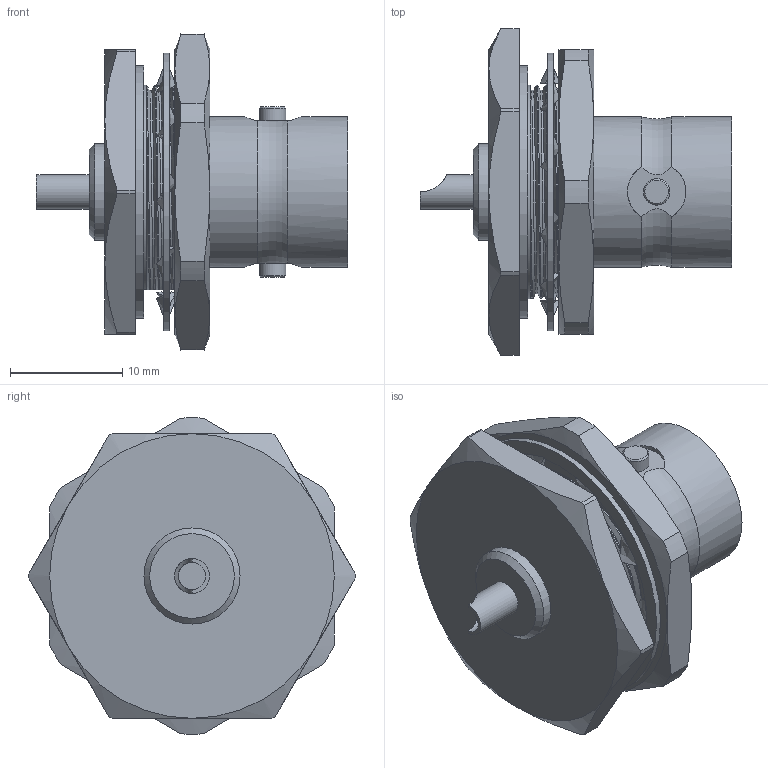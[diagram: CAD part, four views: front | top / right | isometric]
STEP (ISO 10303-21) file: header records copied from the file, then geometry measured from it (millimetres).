
FILE_DESCRIPTION (( 'STEP AP203' ), '1' );
FILE_NAME ('PE4240_3D.step', '2020-09-23T21:32:08', ( '' ), ( '' ), 'SwSTEP 2.0', 'SolidWorks 2018', '' );
FILE_SCHEMA (( 'CONFIG_CONTROL_DESIGN' ));
Length unit declared in the file: inch
Products named in the file (1): PE4240_3D
Bounding box: 27.79 x 29.13 x 28.22 mm (x, y, z)
Volume: 5304.8 mm3; surface area: 5088.7 mm2
Topology: 4 solids, 4 shells, 214 faces, 596 edges, 402 vertices
Faces by surface type: bspline 66, plane 65, cylinder 52, cone 29, torus 2
Full cylindrical faces by diameter (mm): 2.337 x1, 2.362 x2, 2.453 x1, 2.845 x1, 3.1 x1, 3.15 x1, 8.578 x1, 9.25 x1, 13.462 x2, 19.05 x1, 19.487 x1, 22.535 x1, 23.045 x1, 24.765 x1
Entity records: 14982 total; most frequent: CARTESIAN_POINT 10096, ORIENTED_EDGE 1138, DIRECTION 782, EDGE_CURVE 569, VERTEX_POINT 397, AXIS2_PLACEMENT_3D 303, EDGE_LOOP 254, FACE_OUTER_BOUND 230
